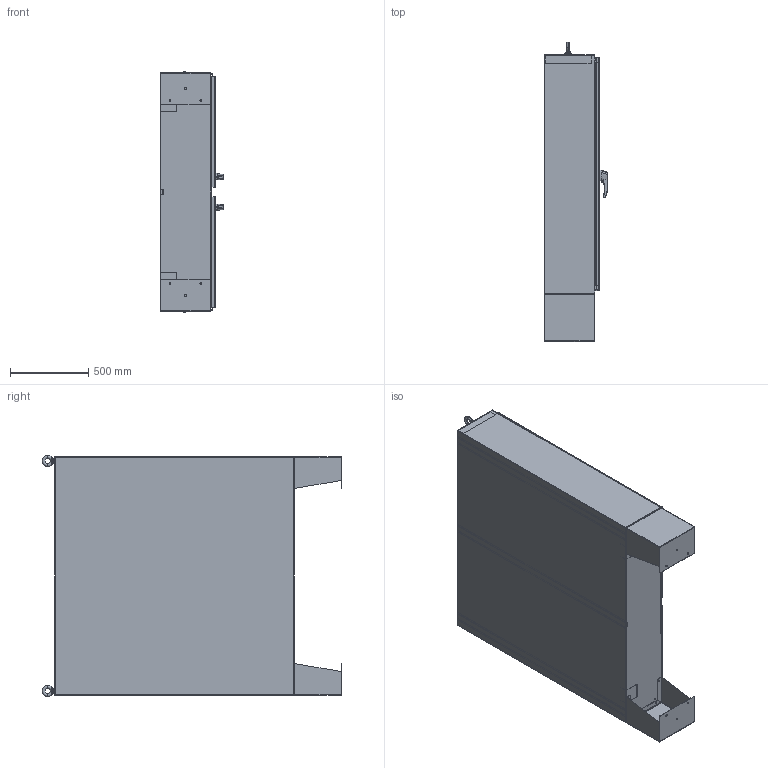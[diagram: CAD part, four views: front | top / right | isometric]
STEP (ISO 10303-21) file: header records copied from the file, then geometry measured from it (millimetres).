
FILE_DESCRIPTION (( 'STEP AP214' ), '1' );
FILE_NAME ('HN4FM606012SS.STEP', '2019-09-04T19:33:25', ( '' ), ( '' ), 'SwSTEP 2.0', 'SolidWorks 2018', '' );
FILE_SCHEMA (( 'AUTOMOTIVE_DESIGN' ));
Length unit declared in the file: inch
Products named in the file (1): HN4FM606012SS
Bounding box: 406.15 x 1913.15 x 1539.42 mm (x, y, z)
Volume: 28631693.3 mm3; surface area: 22532247.5 mm2
Topology: 130 solids, 132 shells, 3760 faces, 9703 edges, 6255 vertices
Faces by surface type: plane 1740, cylinder 1659, bspline 188, cone 157, torus 16
Entity records: 184056 total; most frequent: CARTESIAN_POINT 41958, ORIENTED_EDGE 19362, DIRECTION 19286, EDGE_CURVE 9681, AXIS2_PLACEMENT_3D 6990, VERTEX_POINT 6255, VECTOR 5306, LINE 5306
